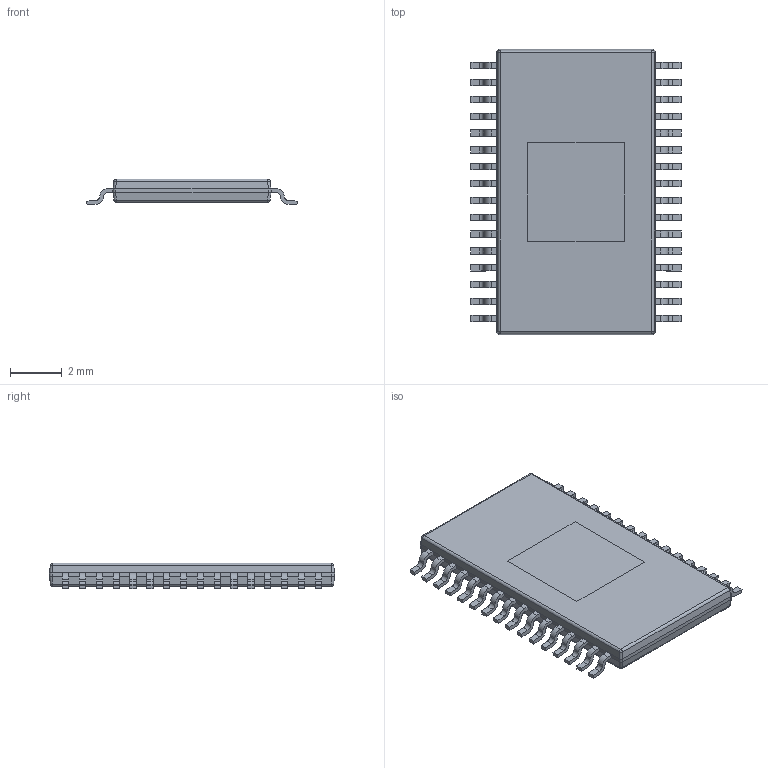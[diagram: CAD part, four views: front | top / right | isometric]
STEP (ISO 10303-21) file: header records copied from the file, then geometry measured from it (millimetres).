
FILE_DESCRIPTION((''),'2;1');
FILE_NAME('DAD0032A_ASM','2017-02-21T',('a0412025'),(''),'CREO PARAMETRIC BY PTC INC, 2016050','CREO PARAMETRIC BY PTC INC, 2016050','');
FILE_SCHEMA(('AUTOMOTIVE_DESIGN { 1 0 10303 214 1 1 1 1 }'));
Length unit declared in the file: millimetre
Products named in the file (5): BODY-SO; LEAD-SO; THERMALPAD-SO; PIN1-ID; DAD0032A_ASM
Assembly tree (35 placements, depth 2):
  DAD0032A_ASM
    BODY-SO
    LEAD-SO  x32
    THERMALPAD-SO
    PIN1-ID
Bounding box: 8.12 x 11 x 1 mm (x, y, z)
Volume: 61.2 mm3; surface area: 226.4 mm2
Topology: 34 solids, 34 shells, 509 faces, 1280 edges, 840 vertices
Faces by surface type: plane 353, cylinder 148, sphere 8
Entity records: 3723 total; most frequent: CARTESIAN_POINT 760, DIRECTION 394, ORIENTED_EDGE 328, PRESENTATION_STYLE_ASSIGNMENT 167, STYLED_ITEM 167, CURVE_STYLE 164, EDGE_CURVE 164, AXIS2_PLACEMENT_3D 147
